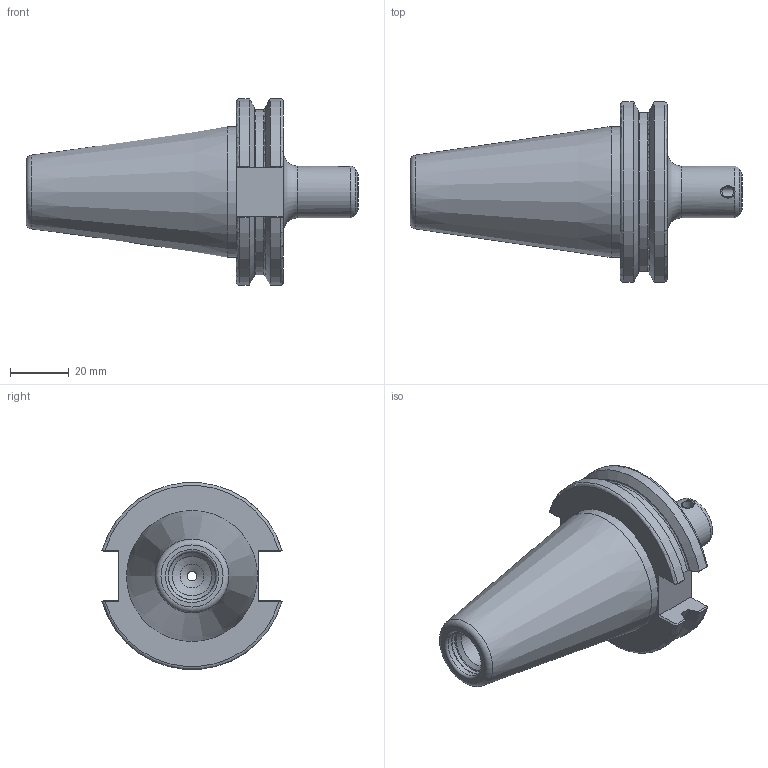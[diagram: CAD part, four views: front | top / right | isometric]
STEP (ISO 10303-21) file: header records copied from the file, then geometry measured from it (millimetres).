
FILE_DESCRIPTION(/* description */ (''),/* implementation_level */ '2;1');
FILE_NAME(/* name */ 'CAT40-EM012-0175.stp',/* time_stamp */ '2019-07-16T08:24:27-05:00',/* author */ ('ldfli'),/* organization */ ('Pioneer N.A.'),/* preprocessor_version */ 'ST-DEVELOPER v18',/* originating_system */ 'Autodesk Inventor LT',/* authorisation */ '');
FILE_SCHEMA (('AUTOMOTIVE_DESIGN { 1 0 10303 214 3 1 1 }'));
Length unit declared in the file: millimetre
Products named in the file (1): CAT40-EM012-0175
Bounding box: 112.7 x 61.14 x 63.31 mm (x, y, z)
Volume: 110881 mm3; surface area: 21155 mm2
Topology: 1 solids, 1 shells, 90 faces, 260 edges, 173 vertices
Faces by surface type: plane 31, bspline 16, cylinder 15, torus 14, cone 14
Full cylindrical faces by diameter (mm): 3.175 x1, 3.962 x1, 8 x1, 10 x1, 13.494 x1, 16.3 x1, 16.8 x1, 17.526 x1, 44.45 x1
Entity records: 3833 total; most frequent: CARTESIAN_POINT 1524, ORIENTED_EDGE 518, DIRECTION 432, EDGE_CURVE 259, VERTEX_POINT 173, AXIS2_PLACEMENT_3D 165, LINE 102, VECTOR 102
